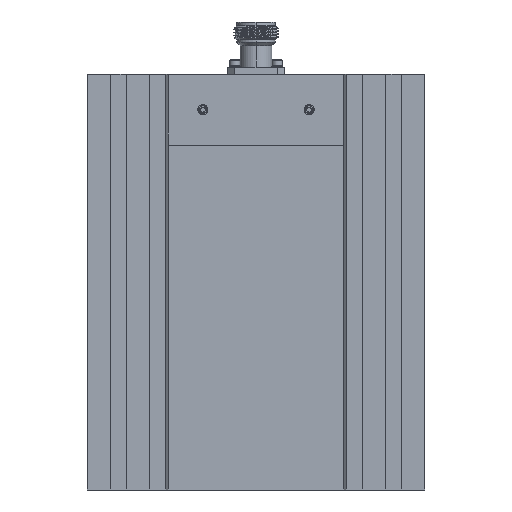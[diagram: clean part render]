
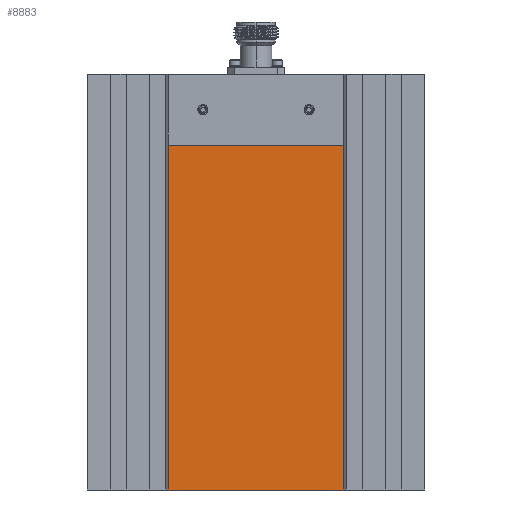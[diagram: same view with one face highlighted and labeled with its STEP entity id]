
A CAD part, front view. The second image highlights one B-rep face of the part: STEP entity #8883.
In plain terms, the highlighted planar face has unit normal (0, -1, 0).
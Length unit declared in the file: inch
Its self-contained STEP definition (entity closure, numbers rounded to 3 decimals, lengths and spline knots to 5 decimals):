
#620 = EDGE_CURVE ( 'NONE', #9182, #12076, #7269, .T. ) ;
#2244 = CARTESIAN_POINT ( 'NONE',  ( 1.23632, -0.51408, -2.93307 ) ) ;
#2360 = FACE_OUTER_BOUND ( 'NONE', #6451, .T. ) ;
#3357 = VERTEX_POINT ( 'NONE', #4403 ) ;
#4403 = CARTESIAN_POINT ( 'NONE',  ( -1.23632, -0.51408, -2.93307 ) ) ;
#4708 = DIRECTION ( 'NONE',  ( 0., 0., -1. ) ) ;
#5079 = LINE ( 'NONE', #10505, #24580 ) ;
#5549 = VECTOR ( 'NONE', #4708, 39.37008 ) ;
#6405 = CARTESIAN_POINT ( 'NONE',  ( -1.23632, -0.51408, 1.93207 ) ) ;
#6451 = EDGE_LOOP ( 'NONE', ( #8734, #11621, #24892, #11955 ) ) ;
#6684 = DIRECTION ( 'NONE',  ( 0., 0., -1. ) ) ;
#7136 = EDGE_CURVE ( 'NONE', #23705, #9182, #13868, .T. ) ;
#7269 = LINE ( 'NONE', #17604, #5549 ) ;
#8439 = EDGE_CURVE ( 'NONE', #12076, #3357, #5079, .T. ) ;
#8734 = ORIENTED_EDGE ( 'NONE', *, *, #7136, .F. ) ;
#8883 = ADVANCED_FACE ( 'NONE', ( #2360 ), #24756, .T. ) ;
#9182 = VERTEX_POINT ( 'NONE', #25977 ) ;
#9637 = DIRECTION ( 'NONE',  ( 0., -1., 0. ) ) ;
#10505 = CARTESIAN_POINT ( 'NONE',  ( 0., -0.51408, -2.93307 ) ) ;
#11621 = ORIENTED_EDGE ( 'NONE', *, *, #25373, .T. ) ;
#11955 = ORIENTED_EDGE ( 'NONE', *, *, #620, .F. ) ;
#12076 = VERTEX_POINT ( 'NONE', #2244 ) ;
#13088 = CARTESIAN_POINT ( 'NONE',  ( -1.23632, -0.51408, 2.93307 ) ) ;
#13868 = LINE ( 'NONE', #6405, #17201 ) ;
#14730 = DIRECTION ( 'NONE',  ( -1., 0., 0. ) ) ;
#17201 = VECTOR ( 'NONE', #19096, 39.37008 ) ;
#17604 = CARTESIAN_POINT ( 'NONE',  ( 1.23632, -0.51408, 2.93307 ) ) ;
#19096 = DIRECTION ( 'NONE',  ( 1., 0., 0. ) ) ;
#19168 = VECTOR ( 'NONE', #6684, 39.37008 ) ;
#22678 = CARTESIAN_POINT ( 'NONE',  ( -1.23632, -0.51408, 1.93207 ) ) ;
#22779 = CARTESIAN_POINT ( 'NONE',  ( 0., -0.51408, 2.93307 ) ) ;
#23705 = VERTEX_POINT ( 'NONE', #22678 ) ;
#24580 = VECTOR ( 'NONE', #14730, 39.37008 ) ;
#24661 = DIRECTION ( 'NONE',  ( 0., 0., -1. ) ) ;
#24756 = PLANE ( 'NONE',  #27730 ) ;
#24892 = ORIENTED_EDGE ( 'NONE', *, *, #8439, .F. ) ;
#25229 = LINE ( 'NONE', #13088, #19168 ) ;
#25373 = EDGE_CURVE ( 'NONE', #23705, #3357, #25229, .T. ) ;
#25977 = CARTESIAN_POINT ( 'NONE',  ( 1.23632, -0.51408, 1.93207 ) ) ;
#27730 = AXIS2_PLACEMENT_3D ( 'NONE', #22779, #9637, #24661 ) ;
